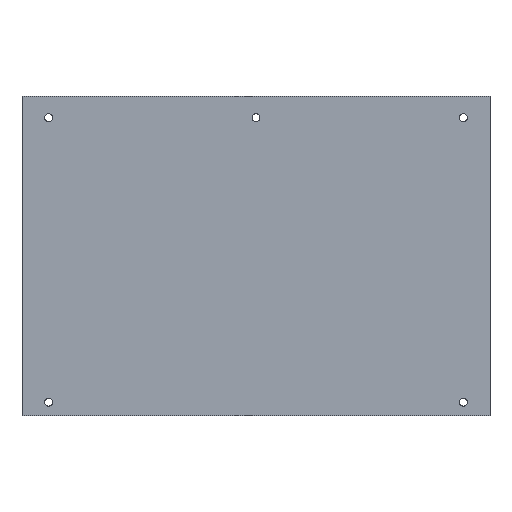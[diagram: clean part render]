
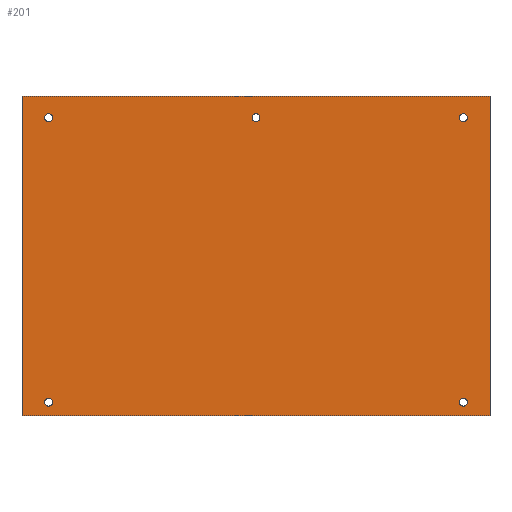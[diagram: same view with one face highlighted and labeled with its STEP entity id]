
A CAD part, top view. The second image highlights one B-rep face of the part: STEP entity #201.
In plain terms, the highlighted planar face has unit normal (0, 0, 1).
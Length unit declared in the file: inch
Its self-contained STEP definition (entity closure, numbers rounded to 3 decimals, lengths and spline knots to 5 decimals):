
#25=FACE_BOUND('',#67,.T.);
#26=FACE_BOUND('',#68,.T.);
#27=FACE_BOUND('',#69,.T.);
#28=FACE_BOUND('',#70,.T.);
#29=FACE_BOUND('',#71,.T.);
#40=CIRCLE('',#226,0.1875);
#41=CIRCLE('',#227,0.1875);
#42=CIRCLE('',#228,0.1875);
#43=CIRCLE('',#229,0.1875);
#44=CIRCLE('',#230,0.1875);
#50=FACE_OUTER_BOUND('',#66,.T.);
#66=EDGE_LOOP('',(#171,#172,#173,#174));
#67=EDGE_LOOP('',(#175));
#68=EDGE_LOOP('',(#176));
#69=EDGE_LOOP('',(#177));
#70=EDGE_LOOP('',(#178));
#71=EDGE_LOOP('',(#179));
#87=LINE('',#316,#99);
#89=LINE('',#320,#101);
#91=LINE('',#324,#103);
#93=LINE('',#327,#105);
#99=VECTOR('',#257,22.);
#101=VECTOR('',#261,15.);
#103=VECTOR('',#265,22.);
#105=VECTOR('',#269,15.);
#115=VERTEX_POINT('',#313);
#116=VERTEX_POINT('',#315);
#117=VERTEX_POINT('',#319);
#118=VERTEX_POINT('',#323);
#119=VERTEX_POINT('',#329);
#120=VERTEX_POINT('',#331);
#121=VERTEX_POINT('',#333);
#122=VERTEX_POINT('',#335);
#123=VERTEX_POINT('',#337);
#134=EDGE_CURVE('',#115,#116,#87,.T.);
#136=EDGE_CURVE('',#116,#117,#89,.T.);
#138=EDGE_CURVE('',#117,#118,#91,.T.);
#140=EDGE_CURVE('',#118,#115,#93,.T.);
#141=EDGE_CURVE('',#119,#119,#40,.T.);
#142=EDGE_CURVE('',#120,#120,#41,.T.);
#143=EDGE_CURVE('',#121,#121,#42,.T.);
#144=EDGE_CURVE('',#122,#122,#43,.T.);
#145=EDGE_CURVE('',#123,#123,#44,.T.);
#171=ORIENTED_EDGE('',*,*,#134,.F.);
#172=ORIENTED_EDGE('',*,*,#140,.F.);
#173=ORIENTED_EDGE('',*,*,#138,.F.);
#174=ORIENTED_EDGE('',*,*,#136,.F.);
#175=ORIENTED_EDGE('',*,*,#141,.F.);
#176=ORIENTED_EDGE('',*,*,#142,.F.);
#177=ORIENTED_EDGE('',*,*,#143,.F.);
#178=ORIENTED_EDGE('',*,*,#144,.F.);
#179=ORIENTED_EDGE('',*,*,#145,.F.);
#195=PLANE('',#225);
#201=ADVANCED_FACE('',(#50,#25,#26,#27,#28,#29),#195,.T.);
#225=AXIS2_PLACEMENT_3D('',#328,#270,#271);
#226=AXIS2_PLACEMENT_3D('',#330,#272,#273);
#227=AXIS2_PLACEMENT_3D('',#332,#274,#275);
#228=AXIS2_PLACEMENT_3D('',#334,#276,#277);
#229=AXIS2_PLACEMENT_3D('',#336,#278,#279);
#230=AXIS2_PLACEMENT_3D('',#338,#280,#281);
#257=DIRECTION('',(-1.,0.,0.));
#261=DIRECTION('',(0.,1.,0.));
#265=DIRECTION('',(1.,0.,0.));
#269=DIRECTION('',(0.,-1.,0.));
#270=DIRECTION('center_axis',(0.,0.,1.));
#271=DIRECTION('ref_axis',(1.,0.,0.));
#272=DIRECTION('center_axis',(0.,0.,1.));
#273=DIRECTION('ref_axis',(1.,0.,0.));
#274=DIRECTION('center_axis',(0.,0.,1.));
#275=DIRECTION('ref_axis',(1.,0.,0.));
#276=DIRECTION('center_axis',(0.,0.,1.));
#277=DIRECTION('ref_axis',(1.,0.,0.));
#278=DIRECTION('center_axis',(0.,0.,1.));
#279=DIRECTION('ref_axis',(1.,0.,0.));
#280=DIRECTION('center_axis',(0.,0.,1.));
#281=DIRECTION('ref_axis',(1.,0.,0.));
#313=CARTESIAN_POINT('',(22.,0.,0.25));
#315=CARTESIAN_POINT('',(0.,0.,0.25));
#316=CARTESIAN_POINT('',(22.,0.,0.25));
#319=CARTESIAN_POINT('',(0.,15.,0.25));
#320=CARTESIAN_POINT('',(0.,0.,0.25));
#323=CARTESIAN_POINT('',(22.,15.,0.25));
#324=CARTESIAN_POINT('',(0.,15.,0.25));
#327=CARTESIAN_POINT('',(22.,15.,0.25));
#328=CARTESIAN_POINT('Origin',(0.,0.,0.25));
#329=CARTESIAN_POINT('',(1.0625,0.625,0.25));
#330=CARTESIAN_POINT('Origin',(1.25,0.625,0.25));
#331=CARTESIAN_POINT('',(1.0625,14.,0.25));
#332=CARTESIAN_POINT('Origin',(1.25,14.,0.25));
#333=CARTESIAN_POINT('',(10.8125,14.,0.25));
#334=CARTESIAN_POINT('Origin',(11.,14.,0.25));
#335=CARTESIAN_POINT('',(20.5625,14.,0.25));
#336=CARTESIAN_POINT('Origin',(20.75,14.,0.25));
#337=CARTESIAN_POINT('',(20.5625,0.625,0.25));
#338=CARTESIAN_POINT('Origin',(20.75,0.625,0.25));
